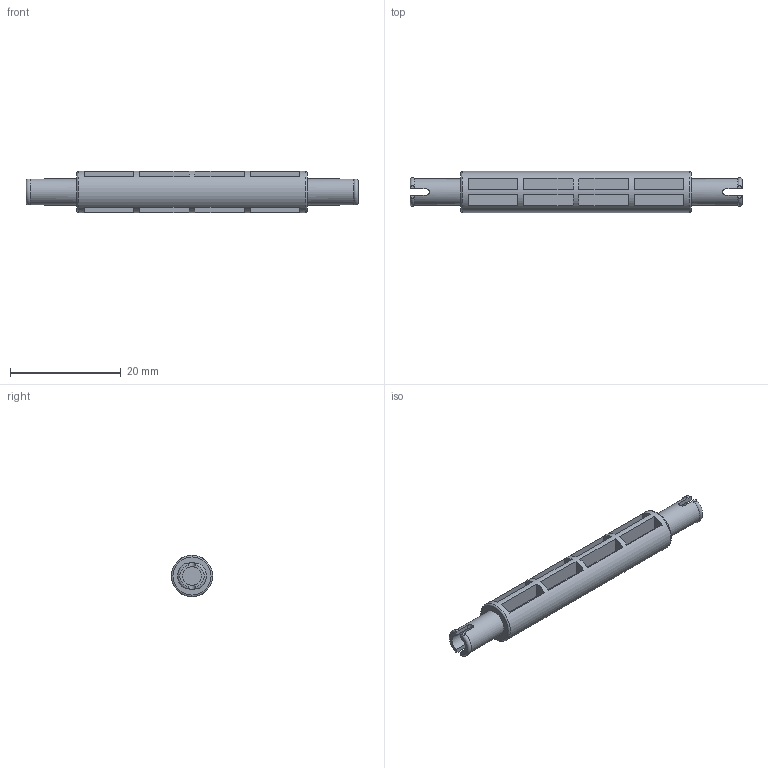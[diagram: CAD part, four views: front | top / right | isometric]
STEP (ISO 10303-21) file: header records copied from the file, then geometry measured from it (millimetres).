
FILE_DESCRIPTION(/* description */ (''),/* implementation_level */ '2;1');
FILE_NAME(/* name */ 'RB4.stp',/* time_stamp */ '2019-05-10T14:20:51+02:00',/* author */ ('Varga Daniel'),/* organization */ (''),/* preprocessor_version */ 'ST-DEVELOPER v18',/* originating_system */ 'Autodesk Inventor 2020',/* authorisation */ '');
FILE_SCHEMA (('AUTOMOTIVE_DESIGN { 1 0 10303 214 3 1 1 }'));
Length unit declared in the file: millimetre
Products named in the file (1): RB4
Bounding box: 60.05 x 7.5 x 7.5 mm (x, y, z)
Volume: 1301.8 mm3; surface area: 2312 mm2
Topology: 1 solids, 1 shells, 119 faces, 294 edges, 195 vertices
Faces by surface type: plane 104, cylinder 9, torus 6
Full cylindrical faces by diameter (mm): 3.35 x2, 4.8 x2, 7.5 x1
Entity records: 3814 total; most frequent: CARTESIAN_POINT 921, ORIENTED_EDGE 588, DIRECTION 575, EDGE_CURVE 294, LINE 205, VECTOR 205, VERTEX_POINT 195, AXIS2_PLACEMENT_3D 185
